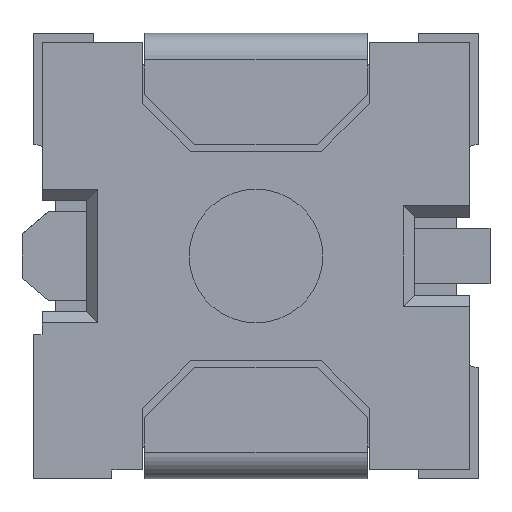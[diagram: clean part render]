
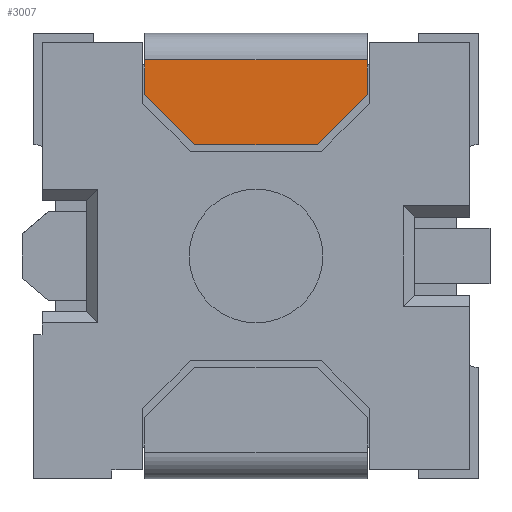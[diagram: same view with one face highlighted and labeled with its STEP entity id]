
A CAD part, front view. The second image highlights one B-rep face of the part: STEP entity #3007.
In plain terms, the highlighted planar face has unit normal (0, -1, 0).
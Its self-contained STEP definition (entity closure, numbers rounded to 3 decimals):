
#128 = DIRECTION ( 'NONE',  ( 0., 0., -1. ) ) ;
#187 = ORIENTED_EDGE ( 'NONE', *, *, #3628, .T. ) ;
#382 = DIRECTION ( 'NONE',  ( 0.707, 0., -0.707 ) ) ;
#386 = VERTEX_POINT ( 'NONE', #2844 ) ;
#461 = VECTOR ( 'NONE', #128, 1000. ) ;
#501 = EDGE_CURVE ( 'NONE', #706, #1318, #2515, .T. ) ;
#503 = AXIS2_PLACEMENT_3D ( 'NONE', #904, #1865, #4181 ) ;
#671 = ORIENTED_EDGE ( 'NONE', *, *, #501, .T. ) ;
#706 = VERTEX_POINT ( 'NONE', #1518 ) ;
#904 = CARTESIAN_POINT ( 'NONE',  ( 0., 0., 0. ) ) ;
#975 = VECTOR ( 'NONE', #3593, 1000. ) ;
#1103 = VERTEX_POINT ( 'NONE', #2641 ) ;
#1114 = CARTESIAN_POINT ( 'NONE',  ( 0.5, 0., 0.725 ) ) ;
#1162 = CARTESIAN_POINT ( 'NONE',  ( -0.275, 0., 0.5 ) ) ;
#1183 = CARTESIAN_POINT ( 'NONE',  ( 0.5, 0., 0. ) ) ;
#1271 = VECTOR ( 'NONE', #382, 1000. ) ;
#1318 = VERTEX_POINT ( 'NONE', #1162 ) ;
#1325 = LINE ( 'NONE', #2389, #461 ) ;
#1518 = CARTESIAN_POINT ( 'NONE',  ( -0.5, 0., 0.725 ) ) ;
#1526 = CARTESIAN_POINT ( 'NONE',  ( -0.113, 0., 0.113 ) ) ;
#1553 = VECTOR ( 'NONE', #3472, 1000. ) ;
#1573 = PLANE ( 'NONE',  #503 ) ;
#1616 = EDGE_CURVE ( 'NONE', #1103, #1848, #1827, .T. ) ;
#1675 = ORIENTED_EDGE ( 'NONE', *, *, #3999, .T. ) ;
#1827 = LINE ( 'NONE', #1526, #1920 ) ;
#1848 = VERTEX_POINT ( 'NONE', #1114 ) ;
#1865 = DIRECTION ( 'NONE',  ( 0., 1., 0. ) ) ;
#1920 = VECTOR ( 'NONE', #4163, 1000. ) ;
#2219 = LINE ( 'NONE', #2668, #975 ) ;
#2269 = FACE_OUTER_BOUND ( 'NONE', #3071, .T. ) ;
#2389 = CARTESIAN_POINT ( 'NONE',  ( -0.5, 0., 0. ) ) ;
#2435 = EDGE_CURVE ( 'NONE', #1318, #1103, #3473, .T. ) ;
#2502 = EDGE_CURVE ( 'NONE', #386, #706, #1325, .T. ) ;
#2515 = LINE ( 'NONE', #2691, #1271 ) ;
#2641 = CARTESIAN_POINT ( 'NONE',  ( 0.275, 0., 0.5 ) ) ;
#2668 = CARTESIAN_POINT ( 'NONE',  ( 0., 0., 0.88 ) ) ;
#2691 = CARTESIAN_POINT ( 'NONE',  ( 0.113, 0., 0.113 ) ) ;
#2844 = CARTESIAN_POINT ( 'NONE',  ( -0.5, 0., 0.88 ) ) ;
#2904 = CARTESIAN_POINT ( 'NONE',  ( 0.5, 0., 0.88 ) ) ;
#2966 = ORIENTED_EDGE ( 'NONE', *, *, #2502, .T. ) ;
#3007 = ADVANCED_FACE ( 'NONE', ( #2269 ), #1573, .F. ) ;
#3039 = CARTESIAN_POINT ( 'NONE',  ( 0., 0., 0.5 ) ) ;
#3043 = VERTEX_POINT ( 'NONE', #2904 ) ;
#3071 = EDGE_LOOP ( 'NONE', ( #2966, #671, #3384, #3696, #1675, #187 ) ) ;
#3382 = VECTOR ( 'NONE', #3669, 1000. ) ;
#3384 = ORIENTED_EDGE ( 'NONE', *, *, #2435, .T. ) ;
#3472 = DIRECTION ( 'NONE',  ( 0., 0., 1. ) ) ;
#3473 = LINE ( 'NONE', #3039, #3382 ) ;
#3593 = DIRECTION ( 'NONE',  ( -1., 0., 0. ) ) ;
#3628 = EDGE_CURVE ( 'NONE', #3043, #386, #2219, .T. ) ;
#3669 = DIRECTION ( 'NONE',  ( 1., 0., 0. ) ) ;
#3696 = ORIENTED_EDGE ( 'NONE', *, *, #1616, .T. ) ;
#3752 = LINE ( 'NONE', #1183, #1553 ) ;
#3999 = EDGE_CURVE ( 'NONE', #1848, #3043, #3752, .T. ) ;
#4163 = DIRECTION ( 'NONE',  ( 0.707, 0., 0.707 ) ) ;
#4181 = DIRECTION ( 'NONE',  ( 0., 0., 1. ) ) ;
